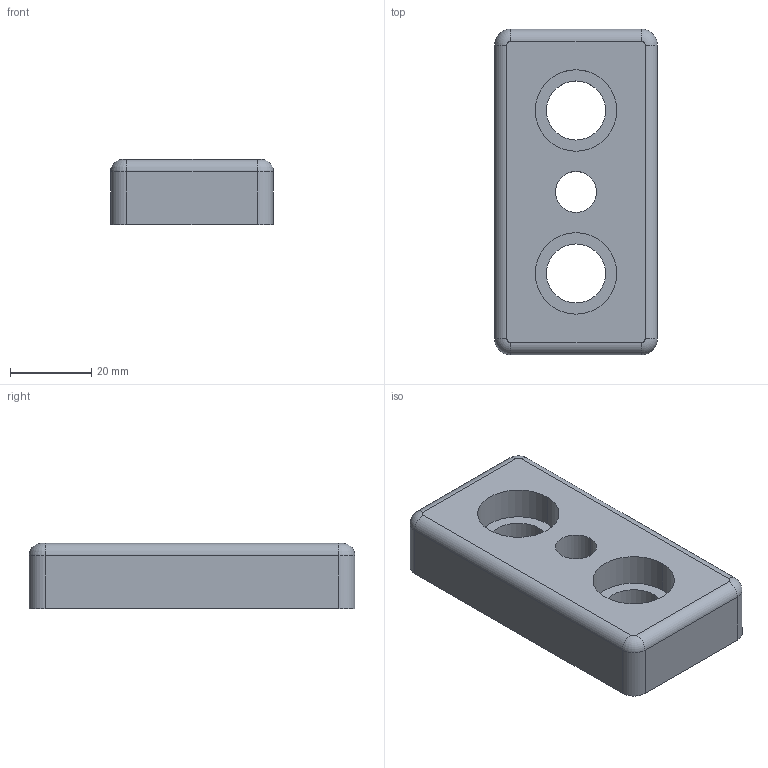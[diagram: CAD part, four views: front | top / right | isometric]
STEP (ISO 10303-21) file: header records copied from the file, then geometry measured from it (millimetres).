
FILE_DESCRIPTION (( 'STEP AP203' ), '1' );
FILE_NAME ('413500307_c_1.STEP', '2023-05-14T23:10:53', ( '' ), ( '' ), 'SwSTEP 2.0', 'SolidWorks 2014', '' );
FILE_SCHEMA (( 'CONFIG_CONTROL_DESIGN' ));
Length unit declared in the file: millimetre
Products named in the file (1): 413500307_c_1
Bounding box: 40 x 80 x 16 mm (x, y, z)
Volume: 31115 mm3; surface area: 15550.6 mm2
Topology: 1 solids, 1 shells, 284 faces, 638 edges, 338 vertices
Faces by surface type: cylinder 128, bspline 108, plane 44, torus 4
Entity records: 9803 total; most frequent: CARTESIAN_POINT 3951, ORIENTED_EDGE 1220, DIRECTION 1214, EDGE_CURVE 610, AXIS2_PLACEMENT_3D 495, VERTEX_POINT 338, CIRCLE 318, EDGE_LOOP 300
